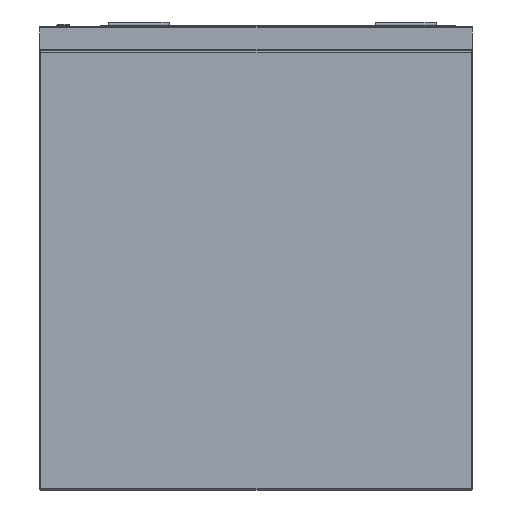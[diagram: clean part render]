
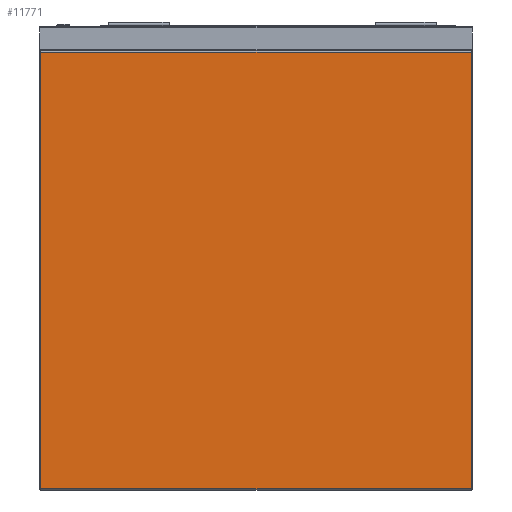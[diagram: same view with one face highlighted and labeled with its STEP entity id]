
A CAD part, left-side view. The second image highlights one B-rep face of the part: STEP entity #11771.
In plain terms, the highlighted planar face has unit normal (-1, 0, 0).
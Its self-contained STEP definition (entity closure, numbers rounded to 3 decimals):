
#266 = VECTOR ( 'NONE', #6744, 1000. ) ;
#1414 = EDGE_CURVE ( 'NONE', #11861, #11888, #16901, .T. ) ;
#2704 = PLANE ( 'NONE',  #19017 ) ;
#2773 = VECTOR ( 'NONE', #5865, 1000. ) ;
#3875 = EDGE_CURVE ( 'NONE', #19084, #12169, #6783, .T. ) ;
#4182 = DIRECTION ( 'NONE',  ( 0., 0., 1. ) ) ;
#4277 = FACE_OUTER_BOUND ( 'NONE', #12314, .T. ) ;
#4365 = ORIENTED_EDGE ( 'NONE', *, *, #17768, .T. ) ;
#4436 = LINE ( 'NONE', #14657, #2773 ) ;
#5717 = CARTESIAN_POINT ( 'NONE',  ( -515., 353., -760. ) ) ;
#5865 = DIRECTION ( 'NONE',  ( 0., -1., 0. ) ) ;
#5915 = CARTESIAN_POINT ( 'NONE',  ( -515., -355., -760. ) ) ;
#6055 = ORIENTED_EDGE ( 'NONE', *, *, #3875, .T. ) ;
#6737 = VECTOR ( 'NONE', #8648, 1000. ) ;
#6744 = DIRECTION ( 'NONE',  ( 0., 0., 1. ) ) ;
#6783 = LINE ( 'NONE', #5717, #6737 ) ;
#7384 = CARTESIAN_POINT ( 'NONE',  ( -515., -353., -758. ) ) ;
#8437 = EDGE_CURVE ( 'NONE', #12169, #11861, #4436, .T. ) ;
#8648 = DIRECTION ( 'NONE',  ( 0., 0., -1. ) ) ;
#9866 = DIRECTION ( 'NONE',  ( 0., 1., 0. ) ) ;
#10338 = CARTESIAN_POINT ( 'NONE',  ( -515., 355., -42. ) ) ;
#10530 = DIRECTION ( 'NONE',  ( -1., 0., 0. ) ) ;
#11627 = CARTESIAN_POINT ( 'NONE',  ( -515., 353., -42. ) ) ;
#11771 = ADVANCED_FACE ( 'Fl�che7', ( #4277 ), #2704, .T. ) ;
#11861 = VERTEX_POINT ( 'NONE', #7384 ) ;
#11888 = VERTEX_POINT ( 'NONE', #16347 ) ;
#12169 = VERTEX_POINT ( 'NONE', #17992 ) ;
#12314 = EDGE_LOOP ( 'NONE', ( #13384, #4365, #6055, #18085 ) ) ;
#13384 = ORIENTED_EDGE ( 'NONE', *, *, #1414, .T. ) ;
#14403 = VECTOR ( 'NONE', #9866, 1000. ) ;
#14657 = CARTESIAN_POINT ( 'NONE',  ( -515., -355., -758. ) ) ;
#16347 = CARTESIAN_POINT ( 'NONE',  ( -515., -353., -42. ) ) ;
#16901 = LINE ( 'NONE', #17371, #266 ) ;
#17371 = CARTESIAN_POINT ( 'NONE',  ( -515., -353., -760. ) ) ;
#17723 = LINE ( 'NONE', #10338, #14403 ) ;
#17768 = EDGE_CURVE ( 'NONE', #11888, #19084, #17723, .T. ) ;
#17992 = CARTESIAN_POINT ( 'NONE',  ( -515., 353., -758. ) ) ;
#18085 = ORIENTED_EDGE ( 'NONE', *, *, #8437, .T. ) ;
#19017 = AXIS2_PLACEMENT_3D ( 'NONE', #5915, #10530, #4182 ) ;
#19084 = VERTEX_POINT ( 'NONE', #11627 ) ;
